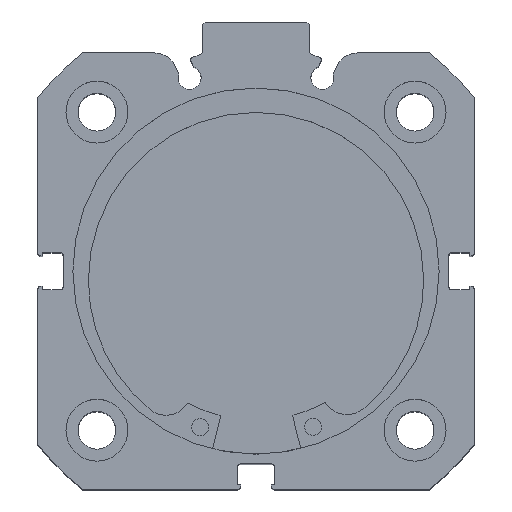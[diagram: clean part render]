
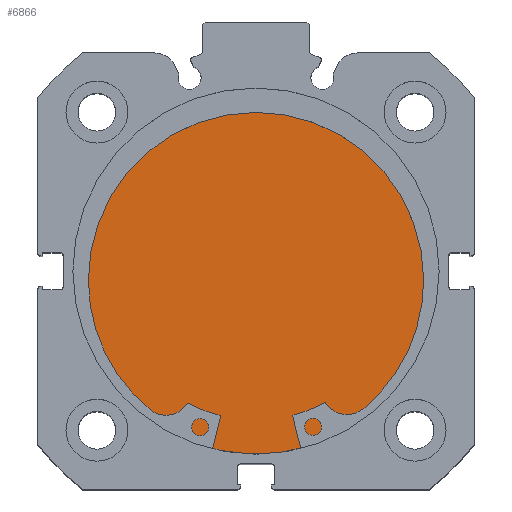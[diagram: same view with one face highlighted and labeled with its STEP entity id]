
A CAD part, top view. The second image highlights one B-rep face of the part: STEP entity #6866.
In plain terms, the highlighted face is planar.
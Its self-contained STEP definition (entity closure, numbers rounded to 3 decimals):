
#39 = CARTESIAN_POINT ( 'NONE',  ( 9.5, 0., 32.5 ) ) ;
#44 = CARTESIAN_POINT ( 'NONE',  ( 9.5, 0., -32.5 ) ) ;
#316 = DIRECTION ( 'NONE',  ( 0., 0., 1. ) ) ;
#317 = DIRECTION ( 'NONE',  ( -1., 0., 0. ) ) ;
#322 = CARTESIAN_POINT ( 'NONE',  ( 9.5, 0., 0. ) ) ;
#518 = EDGE_CURVE ( 'NONE', #3036, #3035, #3936, .T. ) ;
#835 = CARTESIAN_POINT ( 'NONE',  ( 9.5, 0., 0. ) ) ;
#845 = DIRECTION ( 'NONE',  ( -1., 0., 0. ) ) ;
#846 = DIRECTION ( 'NONE',  ( 0., 0., 1. ) ) ;
#1449 = EDGE_LOOP ( 'NONE', ( #2475, #2476 ) ) ;
#2475 = ORIENTED_EDGE ( 'NONE', *, *, #518, .F. ) ;
#2476 = ORIENTED_EDGE ( 'NONE', *, *, #2753, .F. ) ;
#2753 = EDGE_CURVE ( 'NONE', #3035, #3036, #4209, .T. ) ;
#3035 = VERTEX_POINT ( 'NONE', #44 ) ;
#3036 = VERTEX_POINT ( 'NONE', #39 ) ;
#3433 = AXIS2_PLACEMENT_3D ( 'NONE', #835, #845, #846 ) ;
#3517 = AXIS2_PLACEMENT_3D ( 'NONE', #322, #317, #316 ) ;
#3777 = AXIS2_PLACEMENT_3D ( 'NONE', #6109, #6112, #6113 ) ;
#3936 = CIRCLE ( 'NONE', #3433, 32.5 ) ;
#4209 = CIRCLE ( 'NONE', #3517, 32.5 ) ;
#4913 = FACE_OUTER_BOUND ( 'NONE', #1449, .T. ) ;
#6109 = CARTESIAN_POINT ( 'NONE',  ( 9.5, 32.5, 0. ) ) ;
#6110 = PLANE ( 'NONE',  #3777 ) ;
#6112 = DIRECTION ( 'NONE',  ( -1., 0., 0. ) ) ;
#6113 = DIRECTION ( 'NONE',  ( 0., 0., 1. ) ) ;
#6866 = ADVANCED_FACE ( 'NONE', ( #4913 ), #6110, .F. ) ;
